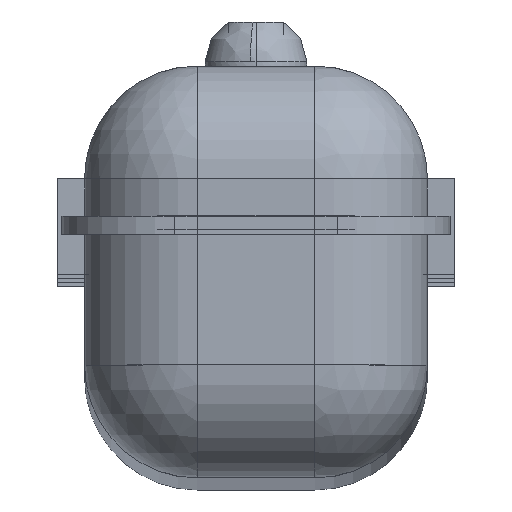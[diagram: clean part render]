
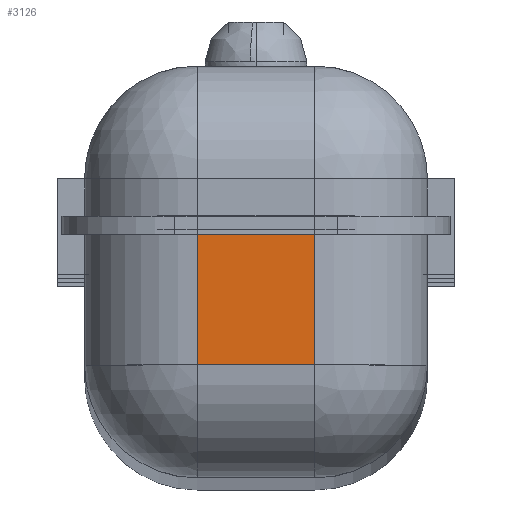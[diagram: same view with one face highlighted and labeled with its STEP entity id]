
A CAD part, top view. The second image highlights one B-rep face of the part: STEP entity #3126.
In plain terms, the highlighted planar face has unit normal (0, 0, 1).
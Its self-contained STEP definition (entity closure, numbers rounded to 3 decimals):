
#191 = VECTOR ( 'NONE', #5599, 1000. ) ;
#410 = ORIENTED_EDGE ( 'NONE', *, *, #6532, .T. ) ;
#899 = DIRECTION ( 'NONE',  ( 1., 0., 0. ) ) ;
#914 = VERTEX_POINT ( 'NONE', #6125 ) ;
#1229 = DIRECTION ( 'NONE',  ( 0., 0., 1. ) ) ;
#1244 = VERTEX_POINT ( 'NONE', #3153 ) ;
#1293 = CARTESIAN_POINT ( 'NONE',  ( -15.878, 0., 0. ) ) ;
#1432 = LINE ( 'NONE', #1293, #191 ) ;
#1609 = CARTESIAN_POINT ( 'NONE',  ( -40.878, 36.565, 0. ) ) ;
#1766 = AXIS2_PLACEMENT_3D ( 'NONE', #4463, #1229, #4997 ) ;
#1775 = VECTOR ( 'NONE', #899, 1000. ) ;
#2168 = DIRECTION ( 'NONE',  ( 0., 1., 0. ) ) ;
#2626 = LINE ( 'NONE', #4842, #6731 ) ;
#2857 = FACE_OUTER_BOUND ( 'NONE', #6264, .T. ) ;
#3126 = ADVANCED_FACE ( 'NONE', ( #2857 ), #3885, .T. ) ;
#3153 = CARTESIAN_POINT ( 'NONE',  ( -15.878, 6.565, 0. ) ) ;
#3238 = DIRECTION ( 'NONE',  ( -1., 0., 0. ) ) ;
#3885 = PLANE ( 'NONE',  #1766 ) ;
#4463 = CARTESIAN_POINT ( 'NONE',  ( 0., 0., 0. ) ) ;
#4532 = ORIENTED_EDGE ( 'NONE', *, *, #5090, .T. ) ;
#4741 = VERTEX_POINT ( 'NONE', #5044 ) ;
#4842 = CARTESIAN_POINT ( 'NONE',  ( 10.122, 0., 0. ) ) ;
#4997 = DIRECTION ( 'NONE',  ( 1., 0., 0. ) ) ;
#5044 = CARTESIAN_POINT ( 'NONE',  ( -15.878, 36.565, 0. ) ) ;
#5090 = EDGE_CURVE ( 'NONE', #6642, #4741, #6705, .T. ) ;
#5283 = VECTOR ( 'NONE', #3238, 1000. ) ;
#5599 = DIRECTION ( 'NONE',  ( 0., -1., 0. ) ) ;
#5718 = CARTESIAN_POINT ( 'NONE',  ( 0., 6.565, 0. ) ) ;
#6024 = ORIENTED_EDGE ( 'NONE', *, *, #6304, .T. ) ;
#6057 = LINE ( 'NONE', #5718, #1775 ) ;
#6125 = CARTESIAN_POINT ( 'NONE',  ( 10.122, 6.565, 0. ) ) ;
#6264 = EDGE_LOOP ( 'NONE', ( #6773, #6024, #4532, #410 ) ) ;
#6304 = EDGE_CURVE ( 'NONE', #914, #6642, #2626, .T. ) ;
#6532 = EDGE_CURVE ( 'NONE', #4741, #1244, #1432, .T. ) ;
#6642 = VERTEX_POINT ( 'NONE', #6747 ) ;
#6705 = LINE ( 'NONE', #1609, #5283 ) ;
#6731 = VECTOR ( 'NONE', #2168, 1000. ) ;
#6747 = CARTESIAN_POINT ( 'NONE',  ( 10.122, 36.565, 0. ) ) ;
#6773 = ORIENTED_EDGE ( 'NONE', *, *, #6786, .T. ) ;
#6786 = EDGE_CURVE ( 'NONE', #1244, #914, #6057, .T. ) ;
